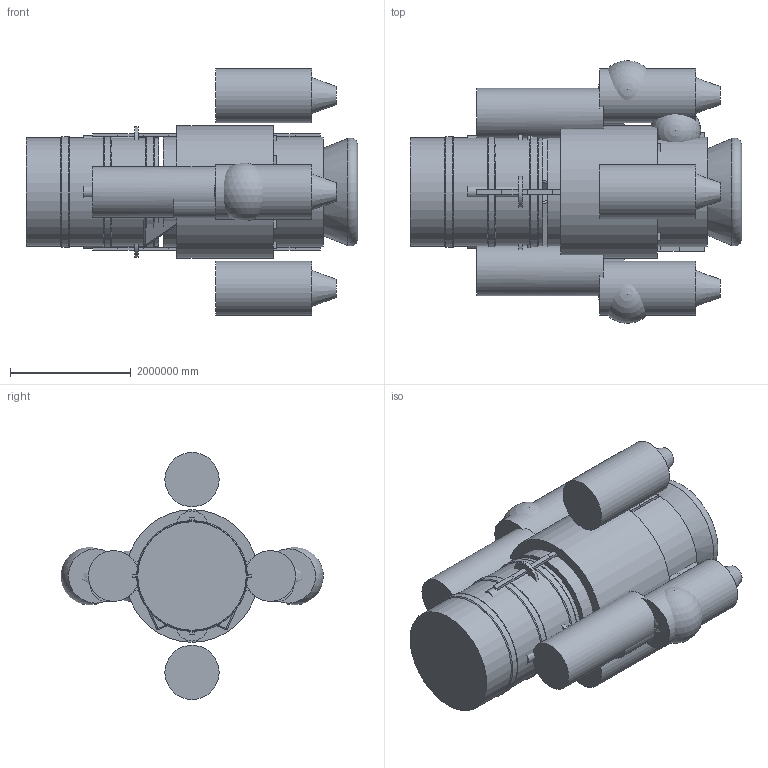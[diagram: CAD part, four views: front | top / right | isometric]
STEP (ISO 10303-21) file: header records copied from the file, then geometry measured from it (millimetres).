
FILE_DESCRIPTION(('FreeCAD Model'),'2;1');
FILE_NAME('Open CASCADE Shape Model','2025-10-30T00:26:04',('Author'),( ''),'Open CASCADE STEP processor 7.8','FreeCAD','Unknown');
FILE_SCHEMA(('AUTOMOTIVE_DESIGN { 1 0 10303 214 1 1 1 1 }'));
Length unit declared in the file: metre
Products named in the file (19): Hull_Shell_Fallback; Main_Nozzle; BlenderStyle_Ship; Hull_Panelized; Cockpit_Integrated_Fallback; Structural_Bands; Strakes; Reactor_Core; Shield_Internal; Main_Nozzle_With_Throat; Truss_HeavyArmor; Base_Boosters; Wing_Right; Wing_Left; Side_Thrusters; Side_Grilles; Tanks_Assembly; Antenna; Landing_Gear
Assembly tree (16 placements, depth 2):
  Hull_Shell_Fallback
  Main_Nozzle
  BlenderStyle_Ship
    Hull_Panelized
    Cockpit_Integrated_Fallback
    Structural_Bands
    Strakes
    Reactor_Core
    Shield_Internal
    Main_Nozzle_With_Throat
    Truss_HeavyArmor
    Base_Boosters
    Wing_Right
    Wing_Left
    Side_Thrusters
    Side_Grilles
    Tanks_Assembly
    Antenna
    Landing_Gear
Bounding box: 5500000 x 4353000.52 x 4100000 mm (x, y, z)
Volume: 44766306944379027456 mm3; surface area: 252352942583890.2 mm2
Topology: 46 solids, 102 shells, 840 faces, 1658 edges, 1032 vertices
Faces by surface type: plane 744, cylinder 56, sphere 20, torus 14, cone 6
Full cylindrical faces by diameter (mm): 88000 x1, 220000 x4, 480000 x2, 500000 x1, 520000 x4, 580000 x2, 840000 x2, 900000 x4, 1500000 x1, 1580000 x1, 1800000 x2, 1820000 x1, 1840000 x5, 2200000 x2
Entity records: 42883 total; most frequent: CARTESIAN_POINT 7578, DIRECTION 6500, LINE 4384, VECTOR 4384, ORIENTED_EDGE 3264, PCURVE 3264, DEFINITIONAL_REPRESENTATION 3264, EDGE_CURVE 1632
